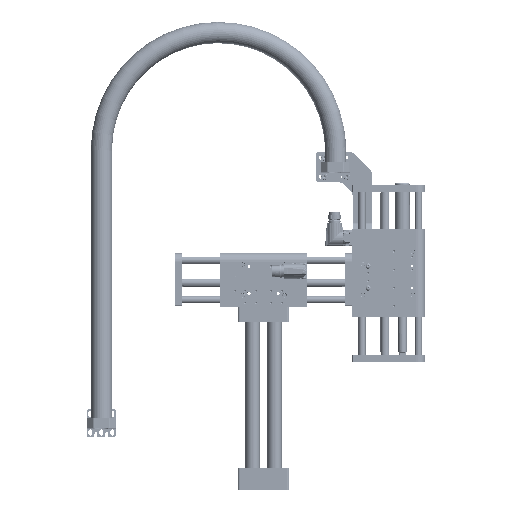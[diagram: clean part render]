
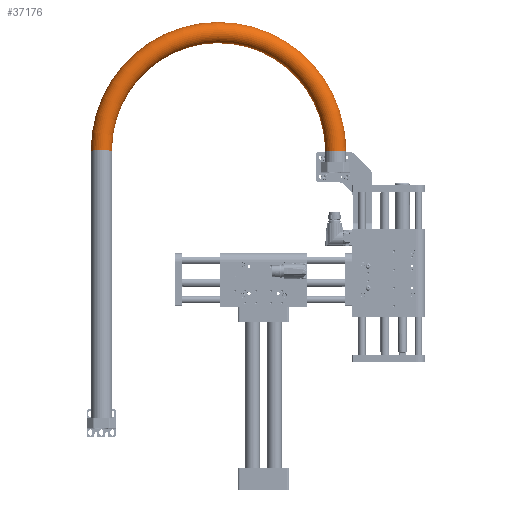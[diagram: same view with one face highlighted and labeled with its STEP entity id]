
A CAD part, top view. The second image highlights one B-rep face of the part: STEP entity #37176.
In plain terms, the highlighted toroidal (fillet/blend) face has major radius 161.245 mm and minor radius 14.5 mm.
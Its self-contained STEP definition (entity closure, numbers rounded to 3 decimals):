
#4574 = AXIS2_PLACEMENT_3D ( 'NONE', #76678, #145666, #10383 ) ;
#10076 = TOROIDAL_SURFACE ( 'NONE', #4574, 161.245, 14.5 ) ;
#10383 = DIRECTION ( 'NONE',  ( -0.992, 0., 0.124 ) ) ;
#20197 = CIRCLE ( 'NONE', #138536, 14.5 ) ;
#22510 = CARTESIAN_POINT ( 'NONE',  ( -360.319, 191.9, 49.946 ) ) ;
#37176 = ADVANCED_FACE ( 'NONE', ( #38750, #158572 ), #10076, .T. ) ;
#38750 = FACE_OUTER_BOUND ( 'NONE', #50188, .T. ) ;
#43238 = DIRECTION ( 'NONE',  ( 0., 1., 0. ) ) ;
#48096 = CARTESIAN_POINT ( 'NONE',  ( -36.75, 191.9, 24. ) ) ;
#48964 = DIRECTION ( 'NONE',  ( 0., 0., -1. ) ) ;
#50188 = EDGE_LOOP ( 'NONE', ( #77207 ) ) ;
#68494 = EDGE_CURVE ( 'NONE', #139722, #139722, #20197, .T. ) ;
#71063 = EDGE_CURVE ( 'NONE', #129293, #129293, #80844, .T. ) ;
#76678 = CARTESIAN_POINT ( 'NONE',  ( -196.75, 191.9, 44. ) ) ;
#77207 = ORIENTED_EDGE ( 'NONE', *, *, #71063, .F. ) ;
#77970 = ORIENTED_EDGE ( 'NONE', *, *, #68494, .T. ) ;
#80844 = CIRCLE ( 'NONE', #83581, 14.5 ) ;
#83581 = AXIS2_PLACEMENT_3D ( 'NONE', #48096, #90280, #48964 ) ;
#90280 = DIRECTION ( 'NONE',  ( 0., -1., 0. ) ) ;
#129293 = VERTEX_POINT ( 'NONE', #144816 ) ;
#131265 = EDGE_LOOP ( 'NONE', ( #77970 ) ) ;
#138536 = AXIS2_PLACEMENT_3D ( 'NONE', #147561, #43238, #163043 ) ;
#139722 = VERTEX_POINT ( 'NONE', #22510 ) ;
#144816 = CARTESIAN_POINT ( 'NONE',  ( -36.75, 191.9, 9.5 ) ) ;
#145666 = DIRECTION ( 'NONE',  ( -0.124, 0., -0.992 ) ) ;
#147561 = CARTESIAN_POINT ( 'NONE',  ( -356.75, 191.9, 64. ) ) ;
#158572 = FACE_OUTER_BOUND ( 'NONE', #131265, .T. ) ;
#163043 = DIRECTION ( 'NONE',  ( -0.246, 0., -0.969 ) ) ;
